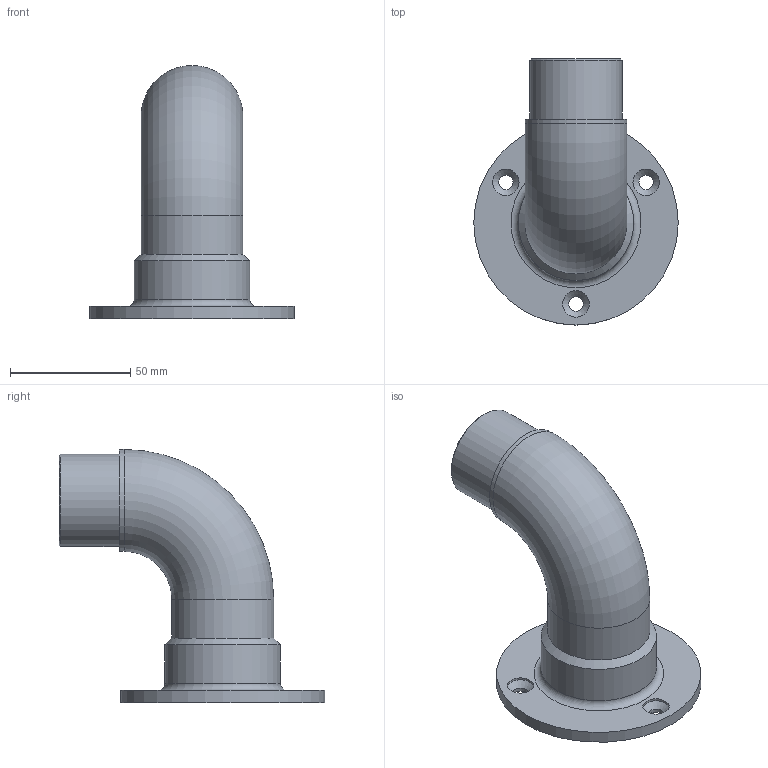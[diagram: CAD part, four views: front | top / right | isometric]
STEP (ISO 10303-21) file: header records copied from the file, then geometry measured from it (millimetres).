
FILE_DESCRIPTION (( 'STEP AP203' ), '1' );
FILE_NAME ('56091-320-42.step', '2021-11-26T08:04:36', ( '' ), ( '' ), 'SwSTEP 2.0', 'SolidWorks 2018', '' );
FILE_SCHEMA (( 'CONFIG_CONTROL_DESIGN' ));
Length unit declared in the file: millimetre
Products named in the file (2): 56091-320-42
Bounding box: 85 x 110.5 x 105.2 mm (x, y, z)
Volume: 51469 mm3; surface area: 44168 mm2
Topology: 1 solids, 1 shells, 296 faces, 772 edges, 511 vertices
Faces by surface type: plane 153, bspline 120, cylinder 15, cone 5, torus 3
Full cylindrical faces by diameter (mm): 6 x3, 11 x3, 34.3 x1, 38.3 x1, 38.4 x2, 42.4 x2, 46 x1, 48 x1, 85 x1
Entity records: 15681 total; most frequent: CARTESIAN_POINT 9144, ORIENTED_EDGE 1492, DIRECTION 894, EDGE_CURVE 746, VERTEX_POINT 508, LINE 474, VECTOR 474, EDGE_LOOP 360
